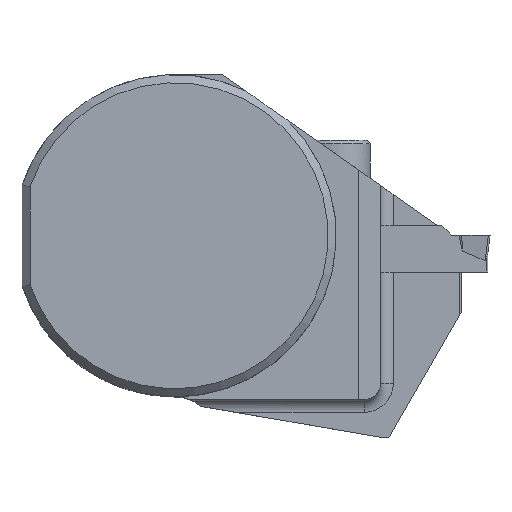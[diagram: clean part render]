
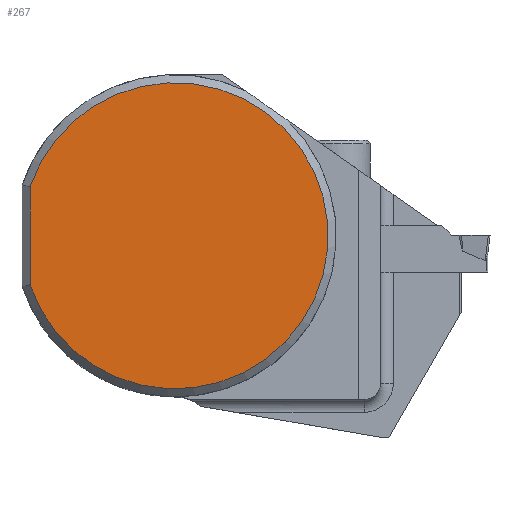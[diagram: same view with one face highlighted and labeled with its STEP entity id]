
A CAD part, top view. The second image highlights one B-rep face of the part: STEP entity #267.
In plain terms, the highlighted planar face has unit normal (0, 0, 1).
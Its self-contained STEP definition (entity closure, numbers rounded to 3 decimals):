
#191=CIRCLE('',#2054,19.);
#267=ADVANCED_FACE('',(#427),#347,.F.);
#347=PLANE('',#2057);
#427=FACE_OUTER_BOUND('',#523,.T.);
#523=EDGE_LOOP('',(#877,#878));
#877=ORIENTED_EDGE('',*,*,#1426,.F.);
#878=ORIENTED_EDGE('',*,*,#1433,.F.);
#1204=VERTEX_POINT('',#3154);
#1205=VERTEX_POINT('',#3159);
#1426=EDGE_CURVE('',#1205,#1204,#1646,.T.);
#1433=EDGE_CURVE('',#1204,#1205,#191,.T.);
#1646=LINE('',#3160,#1835);
#1835=VECTOR('',#2411,1.);
#2054=AXIS2_PLACEMENT_3D('',#3175,#2434,#2435);
#2057=AXIS2_PLACEMENT_3D('',#3178,#2440,#2441);
#2411=DIRECTION('',(0.,1.,0.));
#2434=DIRECTION('',(0.,0.,-1.));
#2435=DIRECTION('',(-1.,0.,0.));
#2440=DIRECTION('',(0.,0.,-1.));
#2441=DIRECTION('',(1.,0.,0.));
#3154=CARTESIAN_POINT('',(-18.,6.083,0.325));
#3159=CARTESIAN_POINT('',(-18.,-6.083,0.325));
#3160=CARTESIAN_POINT('',(-18.,20.,0.325));
#3175=CARTESIAN_POINT('',(0.,0.,0.325));
#3178=CARTESIAN_POINT('',(0.,19.,0.325));
